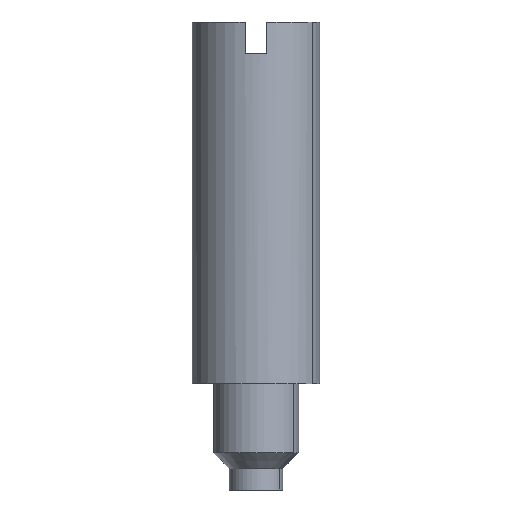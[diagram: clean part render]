
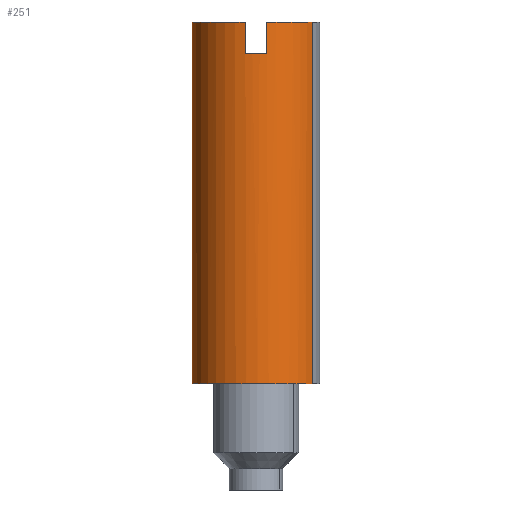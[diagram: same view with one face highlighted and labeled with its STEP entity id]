
A CAD part, front view. The second image highlights one B-rep face of the part: STEP entity #251.
In plain terms, the highlighted cylindrical face has radius 3 mm (diameter 6 mm), a partial arc.
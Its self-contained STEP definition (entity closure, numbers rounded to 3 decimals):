
#103=AXIS2_PLACEMENT_3D('Cylinder Axis2P3D',#100,#101,#102) ;
#193=AXIS2_PLACEMENT_3D('Circle Axis2P3D',#191,#192,$) ;
#212=AXIS2_PLACEMENT_3D('Circle Axis2P3D',#210,#211,$) ;
#219=AXIS2_PLACEMENT_3D('Circle Axis2P3D',#217,#218,$) ;
#231=AXIS2_PLACEMENT_3D('Circle Axis2P3D',#229,#230,$) ;
#100=CARTESIAN_POINT('Axis2P3D Location',(3.,3.,11.)) ;
#111=CARTESIAN_POINT('Vertex',(5.633,1.562,22.)) ;
#114=CARTESIAN_POINT('Line Origine',(5.633,1.562,13.5)) ;
#118=CARTESIAN_POINT('Vertex',(5.633,1.562,5.)) ;
#125=CARTESIAN_POINT('Vertex',(0.367,4.438,5.)) ;
#128=CARTESIAN_POINT('Line Origine',(0.367,4.438,13.5)) ;
#132=CARTESIAN_POINT('Vertex',(0.367,4.438,22.)) ;
#188=CARTESIAN_POINT('Vertex',(3.5,0.042,22.)) ;
#191=CARTESIAN_POINT('Axis2P3D Location',(3.,3.,22.)) ;
#210=CARTESIAN_POINT('Axis2P3D Location',(3.,3.,22.)) ;
#214=CARTESIAN_POINT('Vertex',(2.5,0.042,22.)) ;
#217=CARTESIAN_POINT('Axis2P3D Location',(3.,3.,5.)) ;
#222=CARTESIAN_POINT('Line Origine',(3.5,0.042,13.5)) ;
#226=CARTESIAN_POINT('Vertex',(3.5,0.042,20.5)) ;
#229=CARTESIAN_POINT('Axis2P3D Location',(3.,3.,20.5)) ;
#233=CARTESIAN_POINT('Vertex',(2.5,0.042,20.5)) ;
#236=CARTESIAN_POINT('Line Origine',(2.5,0.042,13.5)) ;
#101=DIRECTION('Axis2P3D Direction',(0.,0.,-1.)) ;
#102=DIRECTION('Axis2P3D XDirection',(0.878,-0.479,0.)) ;
#115=DIRECTION('Vector Direction',(0.,0.,-1.)) ;
#129=DIRECTION('Vector Direction',(0.,0.,-1.)) ;
#192=DIRECTION('Axis2P3D Direction',(0.,0.,-1.)) ;
#211=DIRECTION('Axis2P3D Direction',(0.,0.,-1.)) ;
#218=DIRECTION('Axis2P3D Direction',(0.,0.,-1.)) ;
#223=DIRECTION('Vector Direction',(0.,0.,-1.)) ;
#230=DIRECTION('Axis2P3D Direction',(0.,0.,-1.)) ;
#237=DIRECTION('Vector Direction',(0.,0.,-1.)) ;
#116=VECTOR('Line Direction',#115,1.) ;
#130=VECTOR('Line Direction',#129,1.) ;
#224=VECTOR('Line Direction',#223,1.) ;
#238=VECTOR('Line Direction',#237,1.) ;
#242=ORIENTED_EDGE('',*,*,#216,.T.) ;
#243=ORIENTED_EDGE('',*,*,#134,.T.) ;
#244=ORIENTED_EDGE('',*,*,#221,.F.) ;
#245=ORIENTED_EDGE('',*,*,#120,.F.) ;
#246=ORIENTED_EDGE('',*,*,#195,.T.) ;
#247=ORIENTED_EDGE('',*,*,#228,.F.) ;
#248=ORIENTED_EDGE('',*,*,#235,.T.) ;
#249=ORIENTED_EDGE('',*,*,#240,.T.) ;
#251=ADVANCED_FACE('K\X2\00F6\X0\rper.3',(#250),#104,.T.) ;
#194=CIRCLE('generated circle',#193,3.) ;
#213=CIRCLE('generated circle',#212,3.) ;
#220=CIRCLE('generated circle',#219,3.) ;
#232=CIRCLE('generated circle',#231,3.) ;
#104=CYLINDRICAL_SURFACE('generated cylinder',#103,3.) ;
#120=EDGE_CURVE('',#112,#119,#117,.T.) ;
#134=EDGE_CURVE('',#133,#126,#131,.T.) ;
#195=EDGE_CURVE('',#112,#189,#194,.T.) ;
#216=EDGE_CURVE('',#215,#133,#213,.T.) ;
#221=EDGE_CURVE('',#119,#126,#220,.T.) ;
#228=EDGE_CURVE('',#227,#189,#225,.F.) ;
#235=EDGE_CURVE('',#227,#234,#232,.T.) ;
#240=EDGE_CURVE('',#234,#215,#239,.F.) ;
#241=EDGE_LOOP('',(#242,#243,#244,#245,#246,#247,#248,#249)) ;
#250=FACE_OUTER_BOUND('',#241,.T.) ;
#117=LINE('Line',#114,#116) ;
#131=LINE('Line',#128,#130) ;
#225=LINE('Line',#222,#224) ;
#239=LINE('Line',#236,#238) ;
#112=VERTEX_POINT('',#111) ;
#119=VERTEX_POINT('',#118) ;
#126=VERTEX_POINT('',#125) ;
#133=VERTEX_POINT('',#132) ;
#189=VERTEX_POINT('',#188) ;
#215=VERTEX_POINT('',#214) ;
#227=VERTEX_POINT('',#226) ;
#234=VERTEX_POINT('',#233) ;
